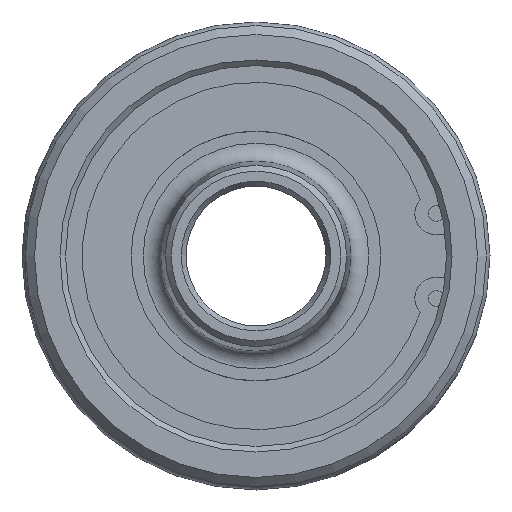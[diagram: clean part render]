
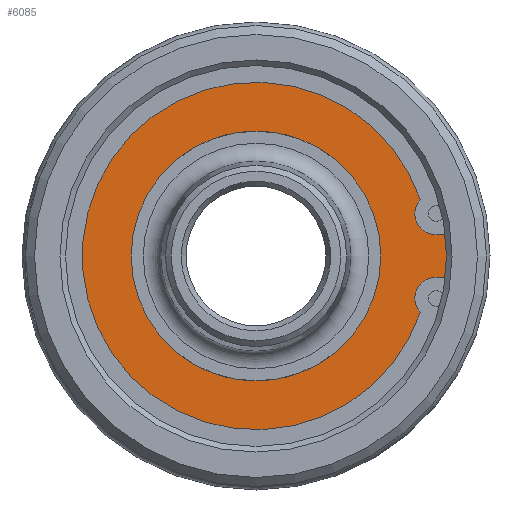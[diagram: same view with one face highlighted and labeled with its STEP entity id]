
A CAD part, left-side view. The second image highlights one B-rep face of the part: STEP entity #6085.
In plain terms, the highlighted planar face has unit normal (-1, 0, 0).
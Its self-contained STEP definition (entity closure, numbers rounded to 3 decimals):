
#832=LINE('',#54437,#1158);
#839=LINE('',#54467,#1165);
#1158=VECTOR('',#7515,4.502);
#1165=VECTOR('',#7548,4.502);
#1354=FACE_BOUND('',#2037,.T.);
#1355=FACE_BOUND('',#2038,.T.);
#1660=FACE_OUTER_BOUND('',#2036,.T.);
#2036=EDGE_LOOP('',(#5466,#5467));
#2037=EDGE_LOOP('',(#5468,#5469,#5470,#5471,#5472,#5473));
#2038=EDGE_LOOP('',(#5474,#5475));
#2277=CIRCLE('',#6476,3.81);
#2278=CIRCLE('',#6479,3.81);
#2279=CIRCLE('',#6481,36.9);
#2280=CIRCLE('',#6483,31.058);
#2281=CIRCLE('',#6485,36.95);
#2282=CIRCLE('',#6486,36.95);
#2283=CIRCLE('',#6487,22.325);
#2284=CIRCLE('',#6488,22.325);
#2876=VERTEX_POINT('',#54434);
#2877=VERTEX_POINT('',#54436);
#2885=VERTEX_POINT('',#54460);
#2886=VERTEX_POINT('',#54464);
#2887=VERTEX_POINT('',#54466);
#2888=VERTEX_POINT('',#54470);
#2889=VERTEX_POINT('',#54478);
#2890=VERTEX_POINT('',#54479);
#2891=VERTEX_POINT('',#54482);
#2892=VERTEX_POINT('',#54483);
#3747=EDGE_CURVE('',#2877,#2876,#832,.T.);
#3759=EDGE_CURVE('',#2876,#2885,#2277,.T.);
#3762=EDGE_CURVE('',#2887,#2886,#839,.T.);
#3764=EDGE_CURVE('',#2888,#2887,#2278,.T.);
#3766=EDGE_CURVE('',#2886,#2877,#2279,.T.);
#3767=EDGE_CURVE('',#2885,#2888,#2280,.T.);
#3768=EDGE_CURVE('',#2889,#2890,#2281,.T.);
#3769=EDGE_CURVE('',#2890,#2889,#2282,.T.);
#3770=EDGE_CURVE('',#2891,#2892,#2283,.T.);
#3771=EDGE_CURVE('',#2892,#2891,#2284,.T.);
#5466=ORIENTED_EDGE('',*,*,#3768,.F.);
#5467=ORIENTED_EDGE('',*,*,#3769,.F.);
#5468=ORIENTED_EDGE('',*,*,#3762,.T.);
#5469=ORIENTED_EDGE('',*,*,#3766,.T.);
#5470=ORIENTED_EDGE('',*,*,#3747,.T.);
#5471=ORIENTED_EDGE('',*,*,#3759,.T.);
#5472=ORIENTED_EDGE('',*,*,#3767,.T.);
#5473=ORIENTED_EDGE('',*,*,#3764,.T.);
#5474=ORIENTED_EDGE('',*,*,#3770,.T.);
#5475=ORIENTED_EDGE('',*,*,#3771,.T.);
#5772=PLANE('',#6484);
#6085=ADVANCED_FACE('',(#1660,#1354,#1355),#5772,.T.);
#6476=AXIS2_PLACEMENT_3D('',#54461,#7542,#7543);
#6479=AXIS2_PLACEMENT_3D('',#54471,#7552,#7553);
#6481=AXIS2_PLACEMENT_3D('',#54474,#7557,#7558);
#6483=AXIS2_PLACEMENT_3D('',#54476,#7561,#7562);
#6484=AXIS2_PLACEMENT_3D('',#54477,#7563,#7564);
#6485=AXIS2_PLACEMENT_3D('',#54480,#7565,#7566);
#6486=AXIS2_PLACEMENT_3D('',#54481,#7567,#7568);
#6487=AXIS2_PLACEMENT_3D('',#54484,#7569,#7570);
#6488=AXIS2_PLACEMENT_3D('',#54485,#7571,#7572);
#7515=DIRECTION('',(0.,1.,0.));
#7542=DIRECTION('center_axis',(1.,0.,0.));
#7543=DIRECTION('ref_axis',(0.,0.973,-0.23));
#7548=DIRECTION('',(0.,-1.,0.));
#7552=DIRECTION('center_axis',(1.,0.,0.));
#7553=DIRECTION('ref_axis',(0.,0.,-1.));
#7557=DIRECTION('center_axis',(1.,0.,0.));
#7558=DIRECTION('ref_axis',(0.,0.,-1.));
#7561=DIRECTION('center_axis',(-1.,0.,0.));
#7562=DIRECTION('ref_axis',(0.,0.,-1.));
#7563=DIRECTION('center_axis',(-1.,0.,0.));
#7564=DIRECTION('ref_axis',(0.,0.,1.));
#7565=DIRECTION('center_axis',(1.,0.,0.));
#7566=DIRECTION('ref_axis',(0.,1.,0.));
#7567=DIRECTION('center_axis',(1.,0.,0.));
#7568=DIRECTION('ref_axis',(0.,1.,0.));
#7569=DIRECTION('center_axis',(1.,0.,0.));
#7570=DIRECTION('ref_axis',(0.,1.,0.));
#7571=DIRECTION('center_axis',(1.,0.,0.));
#7572=DIRECTION('ref_axis',(0.,1.,0.));
#54434=CARTESIAN_POINT('',(5.91,-32.201,3.81));
#54436=CARTESIAN_POINT('',(5.91,-36.703,3.81));
#54437=CARTESIAN_POINT('',(5.91,-36.703,3.81));
#54460=CARTESIAN_POINT('',(5.91,-29.352,10.151));
#54461=CARTESIAN_POINT('Origin',(5.91,-32.201,7.62));
#54464=CARTESIAN_POINT('',(5.91,-36.703,-3.81));
#54466=CARTESIAN_POINT('',(5.91,-32.201,-3.81));
#54467=CARTESIAN_POINT('',(5.91,-32.201,-3.81));
#54470=CARTESIAN_POINT('',(5.91,-29.352,-10.151));
#54471=CARTESIAN_POINT('Origin',(5.91,-32.201,-7.62));
#54474=CARTESIAN_POINT('Origin',(5.91,0.,0.));
#54476=CARTESIAN_POINT('Origin',(5.91,0.,0.));
#54477=CARTESIAN_POINT('Origin',(5.91,28.475,0.));
#54478=CARTESIAN_POINT('',(5.91,36.95,0.));
#54479=CARTESIAN_POINT('',(5.91,-36.95,0.));
#54480=CARTESIAN_POINT('Origin',(5.91,0.,0.));
#54481=CARTESIAN_POINT('Origin',(5.91,0.,0.));
#54482=CARTESIAN_POINT('',(5.91,22.325,0.));
#54483=CARTESIAN_POINT('',(5.91,-22.325,0.));
#54484=CARTESIAN_POINT('Origin',(5.91,0.,0.));
#54485=CARTESIAN_POINT('Origin',(5.91,0.,0.));
